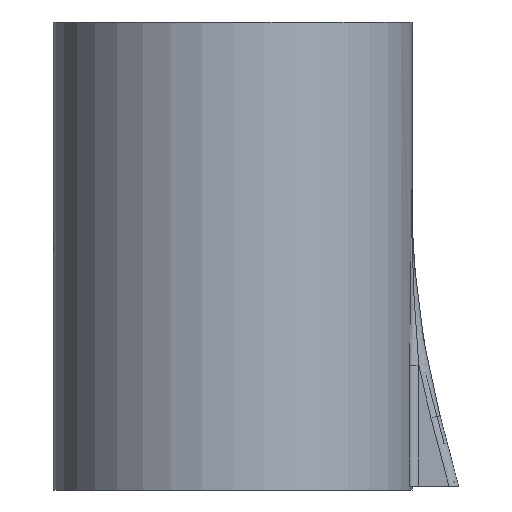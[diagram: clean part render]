
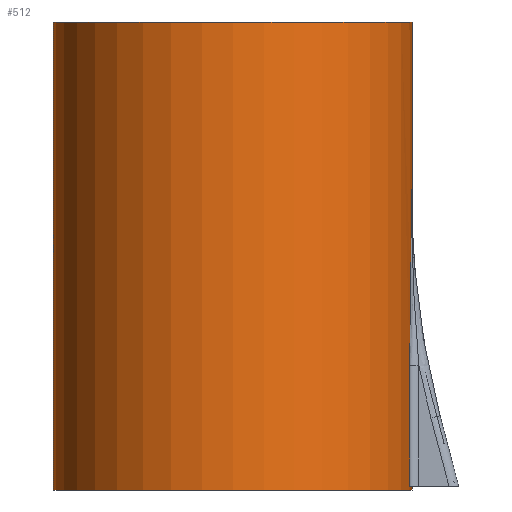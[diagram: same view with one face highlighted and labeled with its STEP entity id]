
A CAD part, left-side view. The second image highlights one B-rep face of the part: STEP entity #512.
In plain terms, the highlighted cylindrical face has radius 115 mm (diameter 230 mm), a full revolution.
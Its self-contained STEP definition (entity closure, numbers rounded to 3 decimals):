
#35=FACE_BOUND('',#174,.T.);
#39=ELLIPSE('',#563,2468.71,115.);
#45=LINE('',#797,#89);
#46=LINE('',#802,#90);
#47=LINE('',#822,#91);
#48=LINE('',#826,#92);
#49=LINE('',#849,#93);
#89=VECTOR('',#608,10.);
#90=VECTOR('',#613,115.);
#91=VECTOR('',#620,10.);
#92=VECTOR('',#623,10.);
#93=VECTOR('',#624,10.);
#133=CYLINDRICAL_SURFACE('',#559,115.);
#142=FACE_OUTER_BOUND('',#173,.T.);
#173=EDGE_LOOP('',(#362,#363,#364,#365));
#174=EDGE_LOOP('',(#366,#367,#368,#369,#370,#371,#372,#373,#374,#375,#376));
#207=B_SPLINE_CURVE_WITH_KNOTS('',3,(#784,#785,#786,#787,#788,#789,#790,
#791),.UNSPECIFIED.,.F.,.F.,(4,2,1,1,4),(-11.328,-11.32,
-6.792,-4.528,0.),.UNSPECIFIED.);
#208=B_SPLINE_CURVE_WITH_KNOTS('',3,(#809,#810,#811,#812,#813,#814,#815,
#816,#817,#818,#819,#820),.UNSPECIFIED.,.F.,.F.,(4,1,1,1,1,1,1,2,4),(-11.32,
-9.056,-6.792,-4.528,-3.396,
-2.264,-1.132,0.,0.008),
 .UNSPECIFIED.);
#209=B_SPLINE_CURVE_WITH_KNOTS('',3,(#828,#829,#830,#831,#832,#833,#834,
#835,#836,#837),.UNSPECIFIED.,.F.,.F.,(4,2,2,2,4),(3.77,4.241,
4.713,5.184,5.655),.UNSPECIFIED.);
#210=B_SPLINE_CURVE_WITH_KNOTS('',3,(#839,#840,#841,#842,#843,#844,#845,
#846,#847,#848),.UNSPECIFIED.,.F.,.F.,(4,2,2,2,4),(5.655,6.126,
6.598,7.069,7.54),.UNSPECIFIED.);
#222=CIRCLE('',#560,115.);
#223=CIRCLE('',#561,115.);
#224=CIRCLE('',#562,115.);
#225=CIRCLE('',#564,115.);
#232=VERTEX_POINT('',#772);
#234=VERTEX_POINT('',#775);
#235=VERTEX_POINT('',#793);
#237=VERTEX_POINT('',#799);
#238=VERTEX_POINT('',#801);
#239=VERTEX_POINT('',#804);
#240=VERTEX_POINT('',#806);
#241=VERTEX_POINT('',#808);
#242=VERTEX_POINT('',#821);
#243=VERTEX_POINT('',#823);
#244=VERTEX_POINT('',#825);
#245=VERTEX_POINT('',#827);
#246=VERTEX_POINT('',#838);
#282=EDGE_CURVE('',#234,#232,#207,.T.);
#285=EDGE_CURVE('',#232,#235,#45,.T.);
#286=EDGE_CURVE('',#237,#237,#222,.T.);
#287=EDGE_CURVE('',#237,#238,#46,.T.);
#288=EDGE_CURVE('',#238,#238,#223,.T.);
#289=EDGE_CURVE('',#235,#239,#224,.T.);
#290=EDGE_CURVE('',#240,#234,#39,.T.);
#291=EDGE_CURVE('',#241,#240,#208,.T.);
#292=EDGE_CURVE('',#242,#241,#47,.T.);
#293=EDGE_CURVE('',#243,#242,#225,.T.);
#294=EDGE_CURVE('',#244,#243,#48,.T.);
#295=EDGE_CURVE('',#244,#245,#209,.T.);
#296=EDGE_CURVE('',#245,#246,#210,.T.);
#297=EDGE_CURVE('',#239,#246,#49,.T.);
#362=ORIENTED_EDGE('',*,*,#286,.F.);
#363=ORIENTED_EDGE('',*,*,#287,.T.);
#364=ORIENTED_EDGE('',*,*,#288,.T.);
#365=ORIENTED_EDGE('',*,*,#287,.F.);
#366=ORIENTED_EDGE('',*,*,#289,.F.);
#367=ORIENTED_EDGE('',*,*,#285,.F.);
#368=ORIENTED_EDGE('',*,*,#282,.F.);
#369=ORIENTED_EDGE('',*,*,#290,.F.);
#370=ORIENTED_EDGE('',*,*,#291,.F.);
#371=ORIENTED_EDGE('',*,*,#292,.F.);
#372=ORIENTED_EDGE('',*,*,#293,.F.);
#373=ORIENTED_EDGE('',*,*,#294,.F.);
#374=ORIENTED_EDGE('',*,*,#295,.T.);
#375=ORIENTED_EDGE('',*,*,#296,.T.);
#376=ORIENTED_EDGE('',*,*,#297,.F.);
#512=ADVANCED_FACE('',(#142,#35),#133,.T.);
#559=AXIS2_PLACEMENT_3D('',#798,#609,#610);
#560=AXIS2_PLACEMENT_3D('',#800,#611,#612);
#561=AXIS2_PLACEMENT_3D('',#803,#614,#615);
#562=AXIS2_PLACEMENT_3D('',#805,#616,#617);
#563=AXIS2_PLACEMENT_3D('',#807,#618,#619);
#564=AXIS2_PLACEMENT_3D('',#824,#621,#622);
#608=DIRECTION('',(0.,0.,-1.));
#609=DIRECTION('center_axis',(0.,0.,1.));
#610=DIRECTION('ref_axis',(1.,0.,0.));
#611=DIRECTION('center_axis',(0.,0.,1.));
#612=DIRECTION('ref_axis',(1.,0.,0.));
#613=DIRECTION('',(0.,0.,-1.));
#614=DIRECTION('center_axis',(0.,0.,1.));
#615=DIRECTION('ref_axis',(1.,0.,0.));
#616=DIRECTION('center_axis',(0.,0.,1.));
#617=DIRECTION('ref_axis',(1.,0.,0.));
#618=DIRECTION('center_axis',(0.,0.999,-0.047));
#619=DIRECTION('ref_axis',(0.,-0.047,-0.999));
#620=DIRECTION('',(0.,0.,1.));
#621=DIRECTION('center_axis',(0.,0.,1.));
#622=DIRECTION('ref_axis',(1.,0.,0.));
#623=DIRECTION('',(0.,0.,-1.));
#624=DIRECTION('',(0.,0.,1.));
#772=CARTESIAN_POINT('',(-19.483,-113.338,79.699));
#775=CARTESIAN_POINT('',(-8.968,-114.65,192.358));
#784=CARTESIAN_POINT('Ctrl Pts',(-8.968,-114.65,192.358));
#785=CARTESIAN_POINT('Ctrl Pts',(-8.971,-114.65,192.331));
#786=CARTESIAN_POINT('Ctrl Pts',(-8.975,-114.649,192.303));
#787=CARTESIAN_POINT('Ctrl Pts',(-10.797,-114.509,177.308));
#788=CARTESIAN_POINT('Ctrl Pts',(-13.918,-114.182,154.886));
#789=CARTESIAN_POINT('Ctrl Pts',(-18.019,-113.595,117.424));
#790=CARTESIAN_POINT('Ctrl Pts',(-19.483,-113.338,94.792));
#791=CARTESIAN_POINT('Ctrl Pts',(-19.483,-113.338,79.699));
#793=CARTESIAN_POINT('',(-19.483,-113.338,2.5));
#797=CARTESIAN_POINT('',(-19.483,-113.338,0.));
#798=CARTESIAN_POINT('Origin',(0.,0.,0.));
#799=CARTESIAN_POINT('',(-115.,0.,300.));
#800=CARTESIAN_POINT('Origin',(0.,0.,300.));
#801=CARTESIAN_POINT('',(-115.,0.,0.));
#802=CARTESIAN_POINT('',(-115.,0.,0.));
#803=CARTESIAN_POINT('Origin',(0.,0.,0.));
#804=CARTESIAN_POINT('',(-12.5,-114.319,2.5));
#805=CARTESIAN_POINT('Origin',(0.,0.,2.5));
#806=CARTESIAN_POINT('',(8.968,-114.65,192.358));
#807=CARTESIAN_POINT('Origin',(0.,0.,2650.878));
#808=CARTESIAN_POINT('',(19.483,-113.338,79.699));
#809=CARTESIAN_POINT('Ctrl Pts',(19.483,-113.338,79.699));
#810=CARTESIAN_POINT('Ctrl Pts',(19.483,-113.338,87.245));
#811=CARTESIAN_POINT('Ctrl Pts',(18.983,-113.425,102.344));
#812=CARTESIAN_POINT('Ctrl Pts',(17.208,-113.712,124.912));
#813=CARTESIAN_POINT('Ctrl Pts',(15.143,-114.005,143.647));
#814=CARTESIAN_POINT('Ctrl Pts',(13.288,-114.233,158.616));
#815=CARTESIAN_POINT('Ctrl Pts',(11.837,-114.392,169.835));
#816=CARTESIAN_POINT('Ctrl Pts',(10.375,-114.534,181.052));
#817=CARTESIAN_POINT('Ctrl Pts',(9.432,-114.613,188.533));
#818=CARTESIAN_POINT('Ctrl Pts',(8.975,-114.649,192.303));
#819=CARTESIAN_POINT('Ctrl Pts',(8.971,-114.65,192.331));
#820=CARTESIAN_POINT('Ctrl Pts',(8.968,-114.65,192.358));
#821=CARTESIAN_POINT('',(19.483,-113.338,2.5));
#822=CARTESIAN_POINT('',(19.483,-113.338,0.));
#823=CARTESIAN_POINT('',(12.5,-114.319,2.5));
#824=CARTESIAN_POINT('Origin',(0.,0.,2.5));
#825=CARTESIAN_POINT('',(12.5,-114.319,15.));
#826=CARTESIAN_POINT('',(12.5,-114.319,150.));
#827=CARTESIAN_POINT('',(0.,-115.,2.5));
#828=CARTESIAN_POINT('Ctrl Pts',(12.5,-114.319,15.));
#829=CARTESIAN_POINT('Ctrl Pts',(12.5,-114.319,13.429));
#830=CARTESIAN_POINT('Ctrl Pts',(12.186,-114.354,11.754));
#831=CARTESIAN_POINT('Ctrl Pts',(10.91,-114.483,8.675));
#832=CARTESIAN_POINT('Ctrl Pts',(9.948,-114.574,7.27));
#833=CARTESIAN_POINT('Ctrl Pts',(7.73,-114.745,5.052));
#834=CARTESIAN_POINT('Ctrl Pts',(6.325,-114.836,4.09));
#835=CARTESIAN_POINT('Ctrl Pts',(3.246,-114.965,2.814));
#836=CARTESIAN_POINT('Ctrl Pts',(1.571,-115.,2.5));
#837=CARTESIAN_POINT('Ctrl Pts',(0.,-115.,2.5));
#838=CARTESIAN_POINT('',(-12.5,-114.319,15.));
#839=CARTESIAN_POINT('Ctrl Pts',(0.,-115.,2.5));
#840=CARTESIAN_POINT('Ctrl Pts',(-1.571,-115.,2.5));
#841=CARTESIAN_POINT('Ctrl Pts',(-3.246,-114.965,2.814));
#842=CARTESIAN_POINT('Ctrl Pts',(-6.325,-114.836,4.09));
#843=CARTESIAN_POINT('Ctrl Pts',(-7.73,-114.745,5.052));
#844=CARTESIAN_POINT('Ctrl Pts',(-9.948,-114.574,7.27));
#845=CARTESIAN_POINT('Ctrl Pts',(-10.91,-114.483,8.675));
#846=CARTESIAN_POINT('Ctrl Pts',(-12.186,-114.354,11.754));
#847=CARTESIAN_POINT('Ctrl Pts',(-12.5,-114.319,13.429));
#848=CARTESIAN_POINT('Ctrl Pts',(-12.5,-114.319,15.));
#849=CARTESIAN_POINT('',(-12.5,-114.319,150.));
